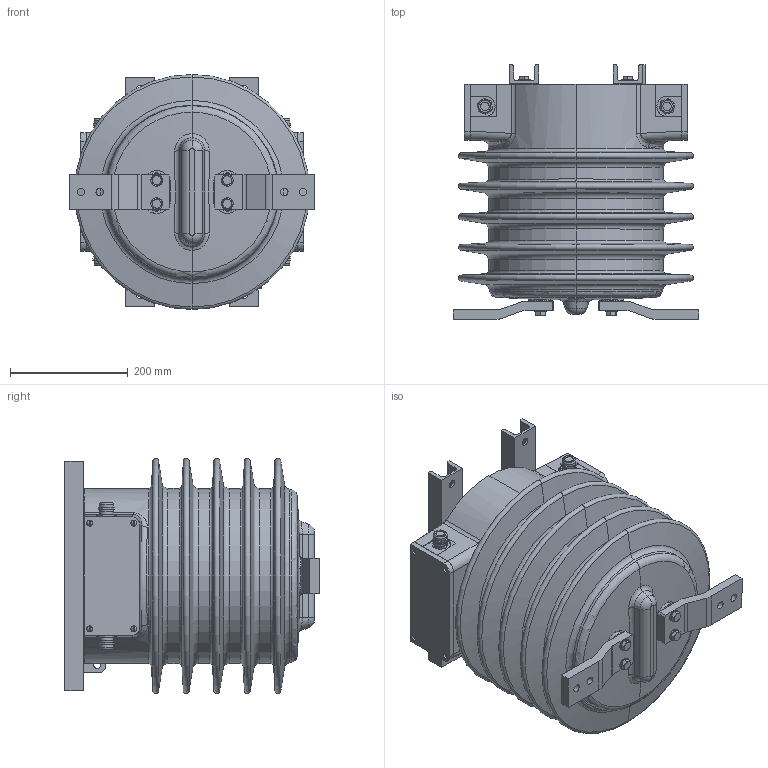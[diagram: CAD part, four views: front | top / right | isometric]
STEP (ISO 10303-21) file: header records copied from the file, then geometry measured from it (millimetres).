
FILE_DESCRIPTION(('STEP AP242'), '1');
FILE_NAME('ﾒﾋﾎ-10(24) ﾌﾍ30', '', ('UNSPECIFIED'), ('UNSPECIFIED'), 'ASCON STEP Converter 1.6', 'ASCON Math Kernel', '');
FILE_SCHEMA(('AP242_MANAGED_MODEL_BASED_3D_ENGINEERING_MIM_LF { 1 0 10303 442 1 1 4 }'));
Length unit declared in the file: millimetre
Products named in the file (18): Ñáîðêà Ì20 S24; Anschlussleiste; Anschlussklemme; Eingießmutter M5
Assembly tree (69 placements, depth 3):
  (unnamed)
    (unnamed)  x2
    Ñáîðêà Ì20 S24  x4
    Anschlussleiste  x2
    Anschlussklemme  x16
    Eingießmutter M5  x8
    (unnamed)  x4
    (unnamed)
      (unnamed)
    (unnamed)
      (unnamed)
    (unnamed)  x8
    (unnamed)  x4
    (unnamed)  x8
    (unnamed)  x2
    (unnamed)
    (unnamed)  x4
    (unnamed)  x2
Bounding box: 417.9 x 433 x 400 mm (x, y, z)
Volume: 30493832.4 mm3; surface area: 1560289.5 mm2
Topology: 67 solids, 67 shells, 1815 faces, 4386 edges, 2801 vertices
Faces by surface type: plane 1208, cylinder 357, cone 139, torus 63, bspline 30, sphere 18
Full cylindrical faces by diameter (mm): 4.2 x8, 5 x56, 6 x16, 6.5 x8, 8 x24, 8.376 x16, 10 x28, 10.5 x8, 11 x4, 13 x9, 14 x8, 14.5 x4, 18.984 x4, 19 x8, 19.802 x4, 20 x12, 22 x4, 23.5 x8
Entity records: 37591 total; most frequent: CARTESIAN_POINT 9017, DIRECTION 4055, ORIENTED_EDGE 3936, EDGE_CURVE 1968, LINE 1401, VECTOR 1401, AXIS2_PLACEMENT_3D 1327, VERTEX_POINT 1313
